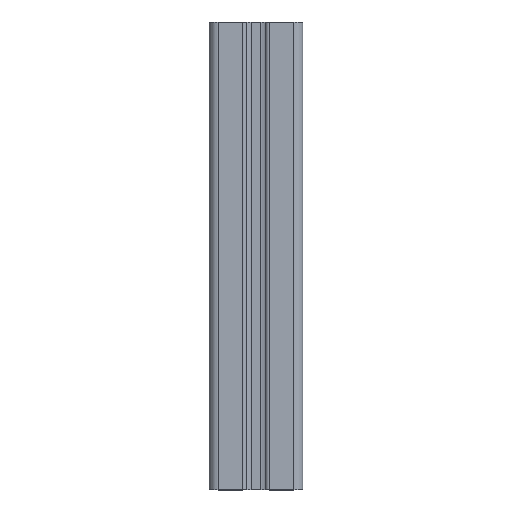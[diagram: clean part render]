
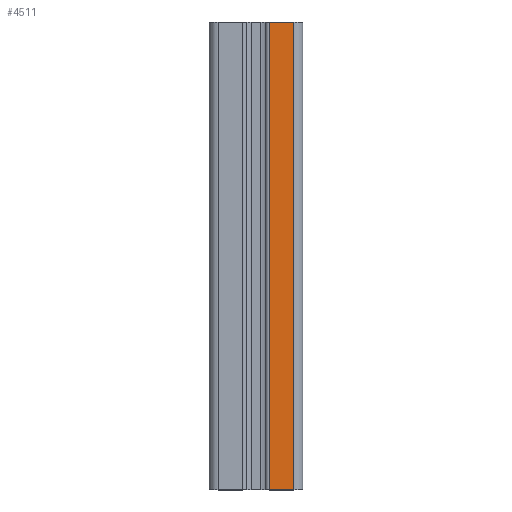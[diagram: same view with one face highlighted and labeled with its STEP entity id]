
A CAD part, top view. The second image highlights one B-rep face of the part: STEP entity #4511.
In plain terms, the highlighted planar face has unit normal (0, 0, 1).
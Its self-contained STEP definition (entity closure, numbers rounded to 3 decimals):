
#65=PLANE('',#4860);
#211=FACE_OUTER_BOUND('',#446,.T.);
#446=EDGE_LOOP('',(#3231,#3232,#3233,#3234));
#770=LINE('',#7194,#1178);
#771=LINE('',#7198,#1179);
#772=LINE('',#7200,#1180);
#773=LINE('',#7201,#1181);
#1178=VECTOR('',#5741,200.);
#1179=VECTOR('',#5746,10.4);
#1180=VECTOR('',#5747,200.);
#1181=VECTOR('',#5748,10.4);
#1909=VERTEX_POINT('',#7191);
#1910=VERTEX_POINT('',#7193);
#1911=VERTEX_POINT('',#7197);
#1912=VERTEX_POINT('',#7199);
#2453=EDGE_CURVE('',#1909,#1910,#770,.T.);
#2455=EDGE_CURVE('',#1909,#1911,#771,.T.);
#2456=EDGE_CURVE('',#1911,#1912,#772,.T.);
#2457=EDGE_CURVE('',#1910,#1912,#773,.T.);
#3231=ORIENTED_EDGE('',*,*,#2455,.T.);
#3232=ORIENTED_EDGE('',*,*,#2456,.T.);
#3233=ORIENTED_EDGE('',*,*,#2457,.F.);
#3234=ORIENTED_EDGE('',*,*,#2453,.F.);
#4511=ADVANCED_FACE('',(#211),#65,.T.);
#4860=AXIS2_PLACEMENT_3D('',#7196,#5744,#5745);
#5741=DIRECTION('',(0.,-1.,0.));
#5744=DIRECTION('center_axis',(0.,0.,1.));
#5745=DIRECTION('ref_axis',(1.,0.,0.));
#5746=DIRECTION('',(-1.,0.,0.));
#5747=DIRECTION('',(0.,-1.,0.));
#5748=DIRECTION('',(-1.,0.,0.));
#7191=CARTESIAN_POINT('',(16.,200.,20.));
#7193=CARTESIAN_POINT('',(16.,0.,20.));
#7194=CARTESIAN_POINT('',(16.,0.,20.));
#7196=CARTESIAN_POINT('Origin',(5.6,0.,20.));
#7197=CARTESIAN_POINT('',(5.6,200.,20.));
#7198=CARTESIAN_POINT('',(2.8,200.,20.));
#7199=CARTESIAN_POINT('',(5.6,0.,20.));
#7200=CARTESIAN_POINT('',(5.6,0.,20.));
#7201=CARTESIAN_POINT('',(2.8,0.,20.));
